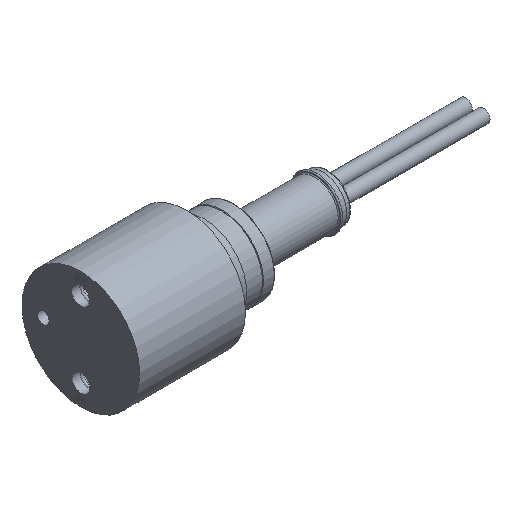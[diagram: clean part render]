
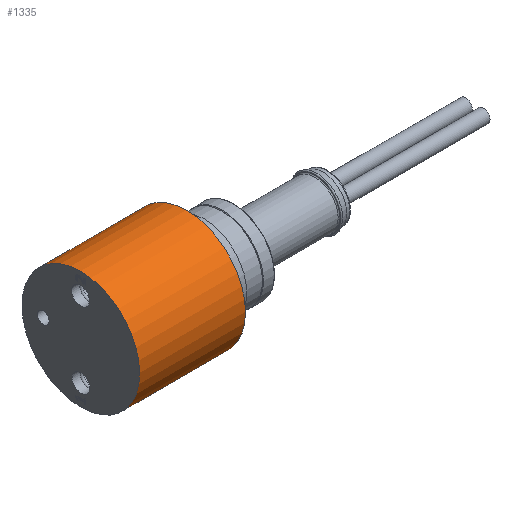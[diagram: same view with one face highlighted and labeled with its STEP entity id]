
A CAD part, isometric view. The second image highlights one B-rep face of the part: STEP entity #1335.
In plain terms, the highlighted cylindrical face has radius 15.875 mm (diameter 31.75 mm), a full revolution.
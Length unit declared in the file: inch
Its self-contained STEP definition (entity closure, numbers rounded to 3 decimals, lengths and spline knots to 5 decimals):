
#30=CYLINDRICAL_SURFACE('',#1460,0.625);
#104=CIRCLE('',#1445,0.625);
#105=CIRCLE('',#1446,0.625);
#108=CIRCLE('',#1450,0.625);
#109=CIRCLE('',#1451,0.625);
#248=FACE_OUTER_BOUND('',#335,.T.);
#335=EDGE_LOOP('',(#1079,#1080,#1081,#1082,#1083,#1084));
#429=LINE('',#2369,#509);
#509=VECTOR('',#1755,0.625);
#613=VERTEX_POINT('',#2339);
#614=VERTEX_POINT('',#2340);
#617=VERTEX_POINT('',#2348);
#618=VERTEX_POINT('',#2349);
#779=EDGE_CURVE('',#613,#614,#104,.T.);
#780=EDGE_CURVE('',#614,#613,#105,.T.);
#783=EDGE_CURVE('',#617,#618,#108,.T.);
#784=EDGE_CURVE('',#618,#617,#109,.T.);
#793=EDGE_CURVE('',#618,#614,#429,.T.);
#1079=ORIENTED_EDGE('',*,*,#783,.F.);
#1080=ORIENTED_EDGE('',*,*,#784,.F.);
#1081=ORIENTED_EDGE('',*,*,#793,.T.);
#1082=ORIENTED_EDGE('',*,*,#780,.T.);
#1083=ORIENTED_EDGE('',*,*,#779,.T.);
#1084=ORIENTED_EDGE('',*,*,#793,.F.);
#1335=ADVANCED_FACE('',(#248),#30,.T.);
#1445=AXIS2_PLACEMENT_3D('',#2341,#1722,#1723);
#1446=AXIS2_PLACEMENT_3D('',#2342,#1724,#1725);
#1450=AXIS2_PLACEMENT_3D('',#2350,#1732,#1733);
#1451=AXIS2_PLACEMENT_3D('',#2351,#1734,#1735);
#1460=AXIS2_PLACEMENT_3D('',#2368,#1753,#1754);
#1722=DIRECTION('center_axis',(-1.,0.,0.));
#1723=DIRECTION('ref_axis',(0.,-1.,0.005));
#1724=DIRECTION('center_axis',(-1.,0.,0.));
#1725=DIRECTION('ref_axis',(0.,-1.,0.005));
#1732=DIRECTION('center_axis',(-1.,0.,0.));
#1733=DIRECTION('ref_axis',(0.,-1.,0.005));
#1734=DIRECTION('center_axis',(-1.,0.,0.));
#1735=DIRECTION('ref_axis',(0.,-1.,0.005));
#1753=DIRECTION('center_axis',(-1.,0.,0.));
#1754=DIRECTION('ref_axis',(0.,-1.,0.005));
#1755=DIRECTION('',(1.,0.,0.));
#2339=CARTESIAN_POINT('',(1.125,-0.62499,0.00325));
#2340=CARTESIAN_POINT('',(1.125,0.62499,-0.00325));
#2341=CARTESIAN_POINT('Origin',(1.125,0.,0.));
#2342=CARTESIAN_POINT('Origin',(1.125,0.,0.));
#2348=CARTESIAN_POINT('',(0.,-0.62499,0.00325));
#2349=CARTESIAN_POINT('',(0.,0.62499,-0.00325));
#2350=CARTESIAN_POINT('Origin',(0.,0.,0.));
#2351=CARTESIAN_POINT('Origin',(0.,0.,0.));
#2368=CARTESIAN_POINT('Origin',(0.,0.,0.));
#2369=CARTESIAN_POINT('',(0.,0.62499,-0.00325));
